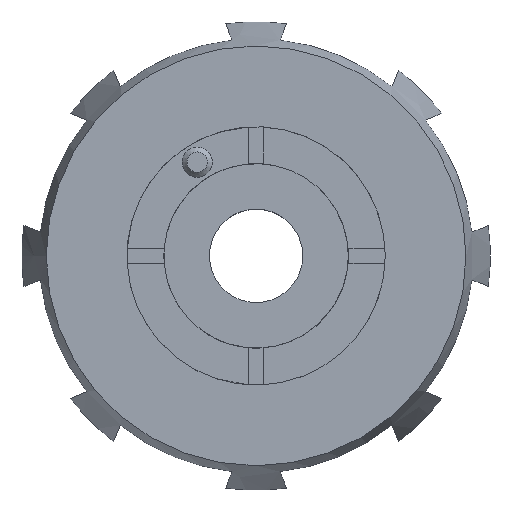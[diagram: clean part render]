
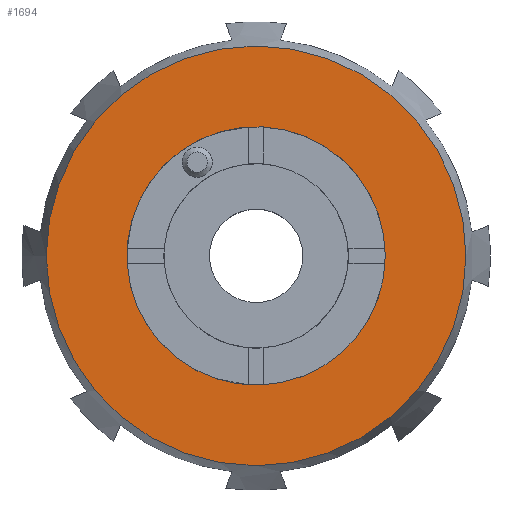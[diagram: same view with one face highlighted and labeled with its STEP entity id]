
A CAD part, top view. The second image highlights one B-rep face of the part: STEP entity #1694.
In plain terms, the highlighted planar face has unit normal (0, 0, 1).
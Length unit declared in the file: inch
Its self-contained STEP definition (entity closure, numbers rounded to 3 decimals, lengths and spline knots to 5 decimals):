
#21=FACE_BOUND($,#254,.T.);
#156=FACE_OUTER_BOUND($,#253,.T.);
#253=EDGE_LOOP($,(#1541));
#254=EDGE_LOOP($,(#1542));
#308=CIRCLE($,#1806,0.865);
#339=CIRCLE($,#1859,0.5325);
#747=VERTEX_POINT($,#2739);
#796=VERTEX_POINT($,#2887);
#964=EDGE_CURVE($,#747,#747,#308,.T.);
#1037=EDGE_CURVE($,#796,#796,#339,.T.);
#1541=ORIENTED_EDGE($,*,*,#964,.F.);
#1542=ORIENTED_EDGE($,*,*,#1037,.T.);
#1605=PLANE($,#1874);
#1694=ADVANCED_FACE($,(#156,#21),#1605,.F.);
#1806=AXIS2_PLACEMENT_3D($,#2740,#2190,#2191);
#1859=AXIS2_PLACEMENT_3D($,#2888,#2336,#2337);
#1874=AXIS2_PLACEMENT_3D($,#2914,#2372,#2373);
#2190=DIRECTION('center_axis',(0.,0.,-1.));
#2191=DIRECTION('ref_axis',(-1.,0.,0.));
#2336=DIRECTION('center_axis',(0.,0.,-1.));
#2337=DIRECTION('ref_axis',(-1.,0.,0.));
#2372=DIRECTION('center_axis',(0.,0.,-1.));
#2373=DIRECTION('ref_axis',(-1.,0.,0.));
#2739=CARTESIAN_POINT('',(-0.865,0.,0.));
#2740=CARTESIAN_POINT('Origin',(0.,0.,0.));
#2887=CARTESIAN_POINT('',(0.5325,0.,0.));
#2888=CARTESIAN_POINT('Origin',(0.,0.,0.));
#2914=CARTESIAN_POINT('Origin',(0.,0.,0.));
